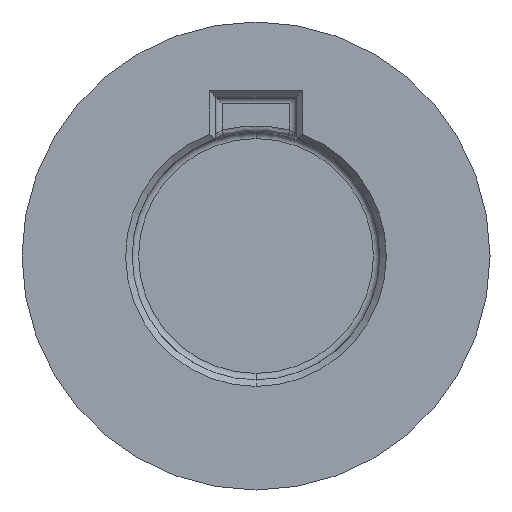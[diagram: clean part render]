
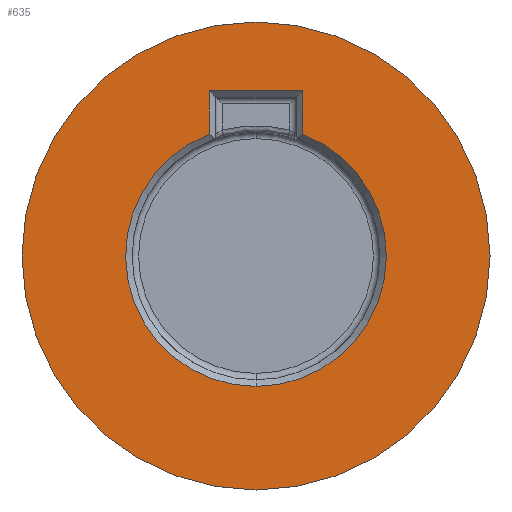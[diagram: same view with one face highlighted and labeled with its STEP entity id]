
A CAD part, front view. The second image highlights one B-rep face of the part: STEP entity #635.
In plain terms, the highlighted planar face has unit normal (0, -1, 0).
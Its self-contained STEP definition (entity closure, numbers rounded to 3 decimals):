
#28 = VERTEX_POINT ( 'NONE', #123 ) ;
#39 = VERTEX_POINT ( 'NONE', #940 ) ;
#43 = CARTESIAN_POINT ( 'NONE',  ( 0., 0., 0. ) ) ;
#84 = DIRECTION ( 'NONE',  ( 0., 0., -1. ) ) ;
#89 = EDGE_CURVE ( 'NONE', #303, #28, #436, .T. ) ;
#92 = FACE_BOUND ( 'NONE', #238, .T. ) ;
#100 = CARTESIAN_POINT ( 'NONE',  ( -1.8, 0., 0. ) ) ;
#110 = DIRECTION ( 'NONE',  ( 0., 1., 0. ) ) ;
#111 = FACE_OUTER_BOUND ( 'NONE', #393, .T. ) ;
#123 = CARTESIAN_POINT ( 'NONE',  ( 0., 0., 9. ) ) ;
#144 = CARTESIAN_POINT ( 'NONE',  ( 0., 0., 6.356 ) ) ;
#179 = CARTESIAN_POINT ( 'NONE',  ( 0., 0., 0. ) ) ;
#200 = ORIENTED_EDGE ( 'NONE', *, *, #931, .T. ) ;
#232 = CARTESIAN_POINT ( 'NONE',  ( 0., 0., -9. ) ) ;
#238 = EDGE_LOOP ( 'NONE', ( #200, #247, #605, #608, #950 ) ) ;
#244 = VECTOR ( 'NONE', #394, 1000. ) ;
#247 = ORIENTED_EDGE ( 'NONE', *, *, #326, .T. ) ;
#248 = CARTESIAN_POINT ( 'NONE',  ( 0., 0., 0. ) ) ;
#265 = DIRECTION ( 'NONE',  ( 0., 1., 0. ) ) ;
#267 = DIRECTION ( 'NONE',  ( 0., 1., 0. ) ) ;
#270 = VERTEX_POINT ( 'NONE', #578 ) ;
#272 = DIRECTION ( 'NONE',  ( 0., 0., 1. ) ) ;
#276 = LINE ( 'NONE', #100, #244 ) ;
#279 = DIRECTION ( 'NONE',  ( 0., 0., 1. ) ) ;
#303 = VERTEX_POINT ( 'NONE', #232 ) ;
#325 = LINE ( 'NONE', #144, #333 ) ;
#326 = EDGE_CURVE ( 'NONE', #39, #270, #727, .T. ) ;
#333 = VECTOR ( 'NONE', #449, 1000. ) ;
#336 = CIRCLE ( 'NONE', #552, 5.015 ) ;
#363 = CIRCLE ( 'NONE', #944, 5.015 ) ;
#393 = EDGE_LOOP ( 'NONE', ( #939, #893 ) ) ;
#394 = DIRECTION ( 'NONE',  ( 0., 0., 1. ) ) ;
#395 = AXIS2_PLACEMENT_3D ( 'NONE', #43, #267, #777 ) ;
#409 = EDGE_CURVE ( 'NONE', #934, #815, #276, .T. ) ;
#410 = CARTESIAN_POINT ( 'NONE',  ( -1.8, 0., 6.356 ) ) ;
#424 = VERTEX_POINT ( 'NONE', #686 ) ;
#429 = CARTESIAN_POINT ( 'NONE',  ( 0., 0., 0. ) ) ;
#436 = CIRCLE ( 'NONE', #764, 9. ) ;
#449 = DIRECTION ( 'NONE',  ( 1., 0., 0. ) ) ;
#464 = EDGE_CURVE ( 'NONE', #270, #424, #336, .T. ) ;
#516 = EDGE_CURVE ( 'NONE', #28, #303, #576, .T. ) ;
#523 = DIRECTION ( 'NONE',  ( 0., 0., 1. ) ) ;
#546 = DIRECTION ( 'NONE',  ( 0., 1., 0. ) ) ;
#552 = AXIS2_PLACEMENT_3D ( 'NONE', #248, #110, #523 ) ;
#573 = AXIS2_PLACEMENT_3D ( 'NONE', #179, #546, #633 ) ;
#576 = CIRCLE ( 'NONE', #573, 9. ) ;
#578 = CARTESIAN_POINT ( 'NONE',  ( 1.8, 0., 4.681 ) ) ;
#589 = CARTESIAN_POINT ( 'NONE',  ( -1.8, 0., 4.681 ) ) ;
#605 = ORIENTED_EDGE ( 'NONE', *, *, #464, .T. ) ;
#608 = ORIENTED_EDGE ( 'NONE', *, *, #781, .T. ) ;
#633 = DIRECTION ( 'NONE',  ( 0., 0., 1. ) ) ;
#635 = ADVANCED_FACE ( 'NONE', ( #92, #111 ), #780, .F. ) ;
#641 = DIRECTION ( 'NONE',  ( 0., 1., 0. ) ) ;
#686 = CARTESIAN_POINT ( 'NONE',  ( 0., 0., -5.015 ) ) ;
#727 = LINE ( 'NONE', #737, #899 ) ;
#737 = CARTESIAN_POINT ( 'NONE',  ( 1.8, 0., 0. ) ) ;
#764 = AXIS2_PLACEMENT_3D ( 'NONE', #429, #641, #279 ) ;
#777 = DIRECTION ( 'NONE',  ( 0., 0., 1. ) ) ;
#780 = PLANE ( 'NONE',  #395 ) ;
#781 = EDGE_CURVE ( 'NONE', #424, #934, #363, .T. ) ;
#815 = VERTEX_POINT ( 'NONE', #410 ) ;
#857 = CARTESIAN_POINT ( 'NONE',  ( 0., 0., 0. ) ) ;
#893 = ORIENTED_EDGE ( 'NONE', *, *, #516, .F. ) ;
#899 = VECTOR ( 'NONE', #84, 1000. ) ;
#931 = EDGE_CURVE ( 'NONE', #815, #39, #325, .T. ) ;
#934 = VERTEX_POINT ( 'NONE', #589 ) ;
#939 = ORIENTED_EDGE ( 'NONE', *, *, #89, .F. ) ;
#940 = CARTESIAN_POINT ( 'NONE',  ( 1.8, 0., 6.356 ) ) ;
#944 = AXIS2_PLACEMENT_3D ( 'NONE', #857, #265, #272 ) ;
#950 = ORIENTED_EDGE ( 'NONE', *, *, #409, .T. ) ;
